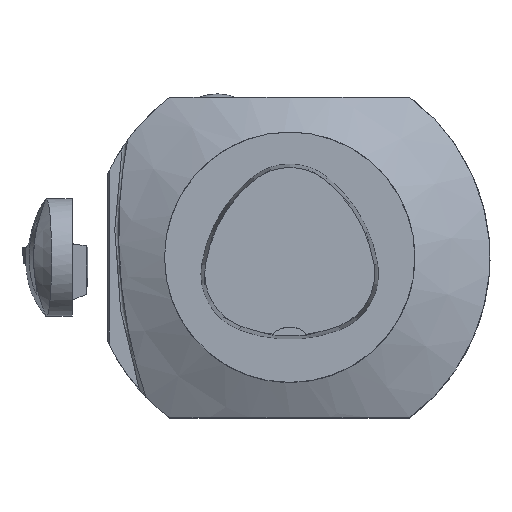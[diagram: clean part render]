
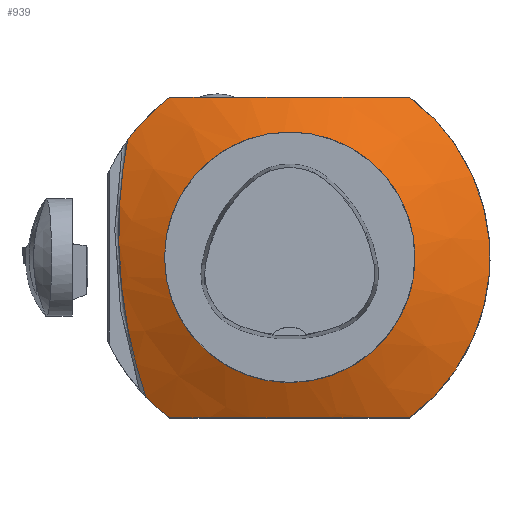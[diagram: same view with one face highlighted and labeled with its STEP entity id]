
A CAD part, top view. The second image highlights one B-rep face of the part: STEP entity #939.
In plain terms, the highlighted conical face has half-angle 64 degrees and reference radius 39.992 mm.
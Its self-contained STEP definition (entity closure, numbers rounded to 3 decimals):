
#806=CONICAL_SURFACE('',#7141,39.993,64.);
#838=B_SPLINE_CURVE_WITH_KNOTS('',3,(#9603,#9604,#9605,#9606,#9607,#9608),
 .UNSPECIFIED.,.F.,.F.,(4,2,4),(0.,0.5,1.),.UNSPECIFIED.);
#839=B_SPLINE_CURVE_WITH_KNOTS('',3,(#9612,#9613,#9614,#9615,#9616,#9617,
#9618,#9619),.UNSPECIFIED.,.F.,.F.,(4,2,2,4),(0.,0.5,0.75,1.),
 .UNSPECIFIED.);
#840=B_SPLINE_CURVE_WITH_KNOTS('',3,(#9623,#9624,#9625,#9626,#9627,#9628,
#9629,#9630),.UNSPECIFIED.,.F.,.F.,(4,2,2,4),(0.,0.5,0.75,1.),
 .UNSPECIFIED.);
#939=ADVANCED_FACE('',(#2751,#2752),#806,.T.);
#2751=FACE_BOUND('',#2856,.T.);
#2752=FACE_BOUND('',#2857,.T.);
#2856=EDGE_LOOP('',(#3296));
#2857=EDGE_LOOP('',(#3297,#3298,#3299,#3300,#3301,#3302));
#3296=ORIENTED_EDGE('',*,*,#5884,.F.);
#3297=ORIENTED_EDGE('',*,*,#5904,.T.);
#3298=ORIENTED_EDGE('',*,*,#5905,.F.);
#3299=ORIENTED_EDGE('',*,*,#5906,.T.);
#3300=ORIENTED_EDGE('',*,*,#5907,.F.);
#3301=ORIENTED_EDGE('',*,*,#5908,.T.);
#3302=ORIENTED_EDGE('',*,*,#5909,.T.);
#5224=VERTEX_POINT('',#9559);
#5244=VERTEX_POINT('',#9601);
#5245=VERTEX_POINT('',#9602);
#5246=VERTEX_POINT('',#9609);
#5247=VERTEX_POINT('',#9611);
#5248=VERTEX_POINT('',#9620);
#5249=VERTEX_POINT('',#9622);
#5884=EDGE_CURVE('',#5224,#5224,#6858,.T.);
#5904=EDGE_CURVE('',#5244,#5245,#6862,.T.);
#5905=EDGE_CURVE('',#5246,#5245,#838,.T.);
#5906=EDGE_CURVE('',#5246,#5247,#6863,.T.);
#5907=EDGE_CURVE('',#5248,#5247,#839,.T.);
#5908=EDGE_CURVE('',#5248,#5249,#6864,.T.);
#5909=EDGE_CURVE('',#5249,#5244,#840,.T.);
#6858=CIRCLE('',#7124,25.);
#6862=CIRCLE('',#7138,40.);
#6863=CIRCLE('',#7139,40.);
#6864=CIRCLE('',#7140,40.);
#7124=AXIS2_PLACEMENT_3D('',#9558,#7710,#7711);
#7138=AXIS2_PLACEMENT_3D('',#9600,#7746,#7747);
#7139=AXIS2_PLACEMENT_3D('',#9610,#7748,#7749);
#7140=AXIS2_PLACEMENT_3D('',#9621,#7750,#7751);
#7141=AXIS2_PLACEMENT_3D('',#9631,#7752,#7753);
#7710=DIRECTION('',(0.,0.,1.));
#7711=DIRECTION('',(-1.,0.,0.));
#7746=DIRECTION('',(0.,0.,1.));
#7747=DIRECTION('',(-1.,0.,0.));
#7748=DIRECTION('',(0.,0.,1.));
#7749=DIRECTION('',(-1.,0.,0.));
#7750=DIRECTION('',(0.,0.,1.));
#7751=DIRECTION('',(-1.,0.,0.));
#7752=DIRECTION('',(0.,0.,-1.));
#7753=DIRECTION('',(1.,0.,0.));
#9558=CARTESIAN_POINT('',(0.,0.,-22.688));
#9559=CARTESIAN_POINT('',(-25.,0.,-22.688));
#9600=CARTESIAN_POINT('',(0.,0.,-30.004));
#9601=CARTESIAN_POINT('',(-23.992,32.006,-30.));
#9602=CARTESIAN_POINT('',(-32.366,23.492,-30.));
#9603=CARTESIAN_POINT('',(-28.67,-27.882,-30.));
#9604=CARTESIAN_POINT('',(-31.488,-19.717,-28.209));
#9605=CARTESIAN_POINT('',(-33.244,-11.27,-27.066));
#9606=CARTESIAN_POINT('',(-34.516,6.321,-27.059));
#9607=CARTESIAN_POINT('',(-33.986,15.004,-28.208));
#9608=CARTESIAN_POINT('',(-32.366,23.492,-30.));
#9609=CARTESIAN_POINT('',(-28.676,-27.887,-30.));
#9610=CARTESIAN_POINT('',(0.,0.,-30.004));
#9611=CARTESIAN_POINT('',(-23.987,-32.,-30.));
#9612=CARTESIAN_POINT('',(23.987,-32.,-30.));
#9613=CARTESIAN_POINT('',(16.163,-32.,-27.711));
#9614=CARTESIAN_POINT('',(8.253,-32.,-26.121));
#9615=CARTESIAN_POINT('',(-3.898,-32.,-26.093));
#9616=CARTESIAN_POINT('',(-8.02,-32.,-26.479));
#9617=CARTESIAN_POINT('',(-16.079,-32.,-27.864));
#9618=CARTESIAN_POINT('',(-20.05,-32.,-28.848));
#9619=CARTESIAN_POINT('',(-23.987,-32.,-30.));
#9620=CARTESIAN_POINT('',(23.992,-32.006,-30.));
#9621=CARTESIAN_POINT('',(0.,0.,-30.004));
#9622=CARTESIAN_POINT('',(23.987,32.,-30.));
#9623=CARTESIAN_POINT('',(23.987,32.,-30.));
#9624=CARTESIAN_POINT('',(16.163,32.,-27.711));
#9625=CARTESIAN_POINT('',(8.253,32.,-26.121));
#9626=CARTESIAN_POINT('',(-3.898,32.,-26.093));
#9627=CARTESIAN_POINT('',(-8.02,32.,-26.479));
#9628=CARTESIAN_POINT('',(-16.079,32.,-27.864));
#9629=CARTESIAN_POINT('',(-20.05,32.,-28.848));
#9630=CARTESIAN_POINT('',(-23.987,32.,-30.));
#9631=CARTESIAN_POINT('',(0.,0.,-30.));
